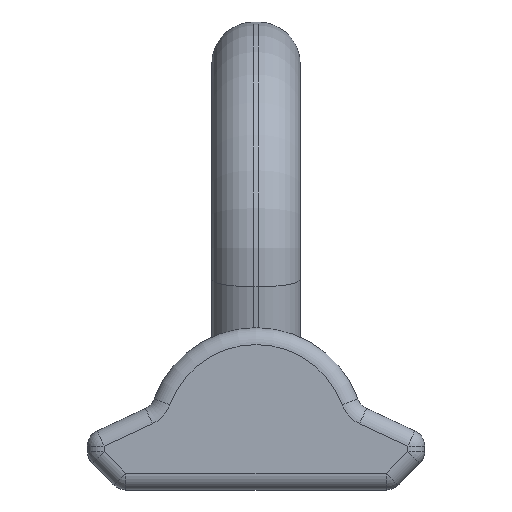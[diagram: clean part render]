
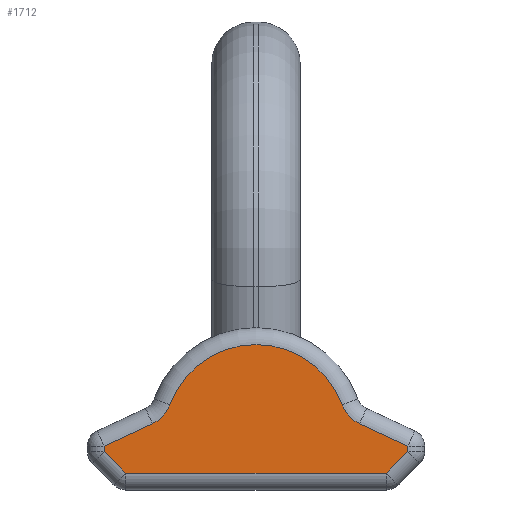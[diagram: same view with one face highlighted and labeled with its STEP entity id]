
A CAD part, front view. The second image highlights one B-rep face of the part: STEP entity #1712.
In plain terms, the highlighted planar face has unit normal (0, -1, 0).
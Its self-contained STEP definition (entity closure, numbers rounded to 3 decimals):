
#1162=CARTESIAN_POINT('Vertex',(61.686,-185.,-107.)) ;
#1165=CARTESIAN_POINT('Line Origine',(7.22,-185.,-107.)) ;
#1169=CARTESIAN_POINT('Vertex',(-61.686,-185.,-107.)) ;
#1634=CARTESIAN_POINT('Axis2P3D Location',(0.,-185.,-115.)) ;
#1639=CARTESIAN_POINT('Line Origine',(-66.843,-185.,-101.843)) ;
#1643=CARTESIAN_POINT('Vertex',(-72.,-185.,-96.686)) ;
#1646=CARTESIAN_POINT('Line Origine',(66.843,-185.,-101.843)) ;
#1650=CARTESIAN_POINT('Vertex',(72.,-185.,-96.686)) ;
#1653=CARTESIAN_POINT('Line Origine',(72.,-185.,-95.443)) ;
#1657=CARTESIAN_POINT('Vertex',(72.,-185.,-94.2)) ;
#1660=CARTESIAN_POINT('Line Origine',(60.552,-185.,-88.861)) ;
#1664=CARTESIAN_POINT('Vertex',(49.103,-185.,-83.523)) ;
#1667=CARTESIAN_POINT('Axis2P3D Location',(55.865,-185.,-69.022)) ;
#1671=CARTESIAN_POINT('Vertex',(40.843,-185.,-74.529)) ;
#1674=CARTESIAN_POINT('Axis2P3D Location',(0.,-185.,-89.5)) ;
#1678=CARTESIAN_POINT('Vertex',(-40.843,-185.,-74.529)) ;
#1681=CARTESIAN_POINT('Axis2P3D Location',(-55.865,-185.,-69.022)) ;
#1685=CARTESIAN_POINT('Vertex',(-49.103,-185.,-83.523)) ;
#1688=CARTESIAN_POINT('Line Origine',(-60.552,-185.,-88.861)) ;
#1692=CARTESIAN_POINT('Vertex',(-72.,-185.,-94.2)) ;
#1695=CARTESIAN_POINT('Line Origine',(-72.,-185.,-95.443)) ;
#1166=DIRECTION('Vector Direction',(-1.,0.,0.)) ;
#1635=DIRECTION('Axis2P3D Direction',(0.,1.,-0.)) ;
#1636=DIRECTION('Axis2P3D XDirection',(-1.,0.,0.)) ;
#1640=DIRECTION('Vector Direction',(0.707,0.,-0.707)) ;
#1647=DIRECTION('Vector Direction',(-0.707,0.,-0.707)) ;
#1654=DIRECTION('Vector Direction',(0.,0.,1.)) ;
#1661=DIRECTION('Vector Direction',(-0.906,0.,0.423)) ;
#1668=DIRECTION('Axis2P3D Direction',(0.,1.,-0.)) ;
#1675=DIRECTION('Axis2P3D Direction',(0.,1.,-0.)) ;
#1682=DIRECTION('Axis2P3D Direction',(0.,1.,-0.)) ;
#1689=DIRECTION('Vector Direction',(-0.906,0.,-0.423)) ;
#1696=DIRECTION('Vector Direction',(0.,0.,-1.)) ;
#1637=AXIS2_PLACEMENT_3D('Plane Axis2P3D',#1634,#1635,#1636) ;
#1669=AXIS2_PLACEMENT_3D('Circle Axis2P3D',#1667,#1668,$) ;
#1676=AXIS2_PLACEMENT_3D('Circle Axis2P3D',#1674,#1675,$) ;
#1683=AXIS2_PLACEMENT_3D('Circle Axis2P3D',#1681,#1682,$) ;
#1701=ORIENTED_EDGE('',*,*,#1645,.F.) ;
#1702=ORIENTED_EDGE('',*,*,#1171,.F.) ;
#1703=ORIENTED_EDGE('',*,*,#1652,.T.) ;
#1704=ORIENTED_EDGE('',*,*,#1659,.F.) ;
#1705=ORIENTED_EDGE('',*,*,#1666,.F.) ;
#1706=ORIENTED_EDGE('',*,*,#1673,.F.) ;
#1707=ORIENTED_EDGE('',*,*,#1680,.F.) ;
#1708=ORIENTED_EDGE('',*,*,#1687,.F.) ;
#1709=ORIENTED_EDGE('',*,*,#1694,.F.) ;
#1710=ORIENTED_EDGE('',*,*,#1699,.F.) ;
#1167=VECTOR('Line Direction',#1166,1.) ;
#1641=VECTOR('Line Direction',#1640,1.) ;
#1648=VECTOR('Line Direction',#1647,1.) ;
#1655=VECTOR('Line Direction',#1654,1.) ;
#1662=VECTOR('Line Direction',#1661,1.) ;
#1690=VECTOR('Line Direction',#1689,1.) ;
#1697=VECTOR('Line Direction',#1696,1.) ;
#1712=ADVANCED_FACE('\X2\672C9AD4\X0\.5',(#1711),#1638,.F.) ;
#1670=CIRCLE('generated circle',#1669,16.) ;
#1677=CIRCLE('generated circle',#1676,43.5) ;
#1684=CIRCLE('generated circle',#1683,16.) ;
#1171=EDGE_CURVE('',#1163,#1170,#1168,.T.) ;
#1645=EDGE_CURVE('',#1170,#1644,#1642,.F.) ;
#1652=EDGE_CURVE('',#1163,#1651,#1649,.F.) ;
#1659=EDGE_CURVE('',#1658,#1651,#1656,.F.) ;
#1666=EDGE_CURVE('',#1665,#1658,#1663,.F.) ;
#1673=EDGE_CURVE('',#1672,#1665,#1670,.F.) ;
#1680=EDGE_CURVE('',#1679,#1672,#1677,.T.) ;
#1687=EDGE_CURVE('',#1686,#1679,#1684,.F.) ;
#1694=EDGE_CURVE('',#1693,#1686,#1691,.F.) ;
#1699=EDGE_CURVE('',#1644,#1693,#1698,.F.) ;
#1700=EDGE_LOOP('',(#1701,#1702,#1703,#1704,#1705,#1706,#1707,#1708,#1709,#1710)) ;
#1711=FACE_OUTER_BOUND('',#1700,.T.) ;
#1168=LINE('Line',#1165,#1167) ;
#1642=LINE('Line',#1639,#1641) ;
#1649=LINE('Line',#1646,#1648) ;
#1656=LINE('Line',#1653,#1655) ;
#1663=LINE('Line',#1660,#1662) ;
#1691=LINE('Line',#1688,#1690) ;
#1698=LINE('Line',#1695,#1697) ;
#1638=PLANE('',#1637) ;
#1163=VERTEX_POINT('',#1162) ;
#1170=VERTEX_POINT('',#1169) ;
#1644=VERTEX_POINT('',#1643) ;
#1651=VERTEX_POINT('',#1650) ;
#1658=VERTEX_POINT('',#1657) ;
#1665=VERTEX_POINT('',#1664) ;
#1672=VERTEX_POINT('',#1671) ;
#1679=VERTEX_POINT('',#1678) ;
#1686=VERTEX_POINT('',#1685) ;
#1693=VERTEX_POINT('',#1692) ;
